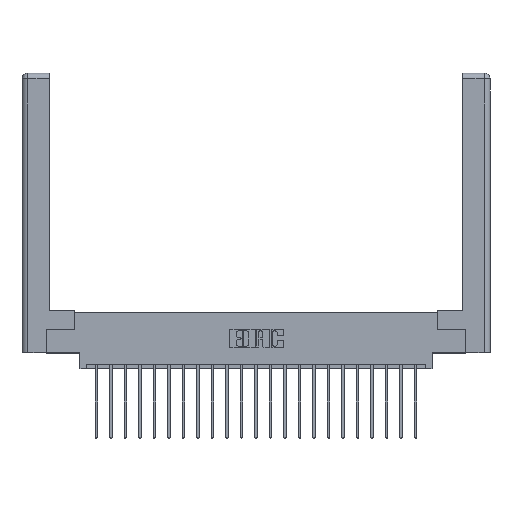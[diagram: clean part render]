
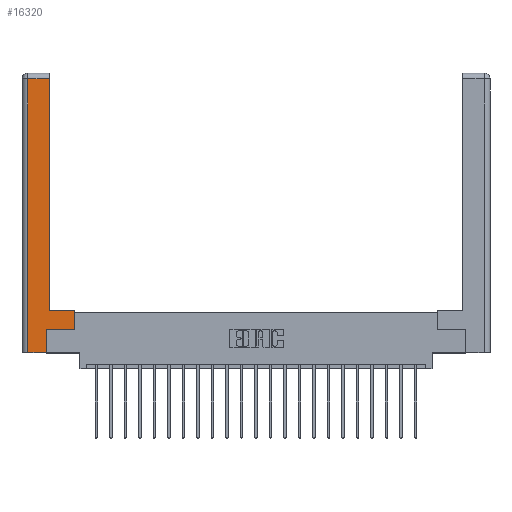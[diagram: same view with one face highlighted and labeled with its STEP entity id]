
A CAD part, top view. The second image highlights one B-rep face of the part: STEP entity #16320.
In plain terms, the highlighted planar face has unit normal (0, 0, 1).
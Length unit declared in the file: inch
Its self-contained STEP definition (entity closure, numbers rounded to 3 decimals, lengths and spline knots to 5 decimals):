
#21 = DIRECTION ( 'NONE',  ( -1., 0., 0. ) ) ;
#270 = CARTESIAN_POINT ( 'NONE',  ( 0.0615, 0., 0. ) ) ;
#857 = ORIENTED_EDGE ( 'NONE', *, *, #16104, .T. ) ;
#984 = VECTOR ( 'NONE', #11142, 39.37008 ) ;
#999 = FACE_OUTER_BOUND ( 'NONE', #11369, .T. ) ;
#1156 = EDGE_CURVE ( 'NONE', #18332, #11861, #9641, .T. ) ;
#2586 = CARTESIAN_POINT ( 'NONE',  ( 0.295, 0.45, 0. ) ) ;
#2596 = CARTESIAN_POINT ( 'NONE',  ( 0.265, 0., 0. ) ) ;
#3241 = DIRECTION ( 'NONE',  ( -1., 0., 0. ) ) ;
#3242 = EDGE_CURVE ( 'NONE', #6319, #17377, #10968, .T. ) ;
#3289 = VERTEX_POINT ( 'NONE', #11763 ) ;
#3383 = CARTESIAN_POINT ( 'NONE',  ( 0.565, 0.245, 0. ) ) ;
#3923 = DIRECTION ( 'NONE',  ( 0., 0., -1. ) ) ;
#4174 = LINE ( 'NONE', #6882, #17822 ) ;
#4579 = LINE ( 'NONE', #8245, #18220 ) ;
#5685 = ORIENTED_EDGE ( 'NONE', *, *, #1156, .T. ) ;
#5703 = ORIENTED_EDGE ( 'NONE', *, *, #6212, .T. ) ;
#6097 = LINE ( 'NONE', #13636, #15020 ) ;
#6212 = EDGE_CURVE ( 'NONE', #17377, #3289, #6097, .T. ) ;
#6319 = VERTEX_POINT ( 'NONE', #14397 ) ;
#6882 = CARTESIAN_POINT ( 'NONE',  ( 0.265, 0.245, 0. ) ) ;
#8245 = CARTESIAN_POINT ( 'NONE',  ( 0.0615, 2.94, 0. ) ) ;
#8262 = VECTOR ( 'NONE', #12209, 39.37008 ) ;
#8457 = ORIENTED_EDGE ( 'NONE', *, *, #10055, .T. ) ;
#8535 = VECTOR ( 'NONE', #23042, 39.37008 ) ;
#8833 = LINE ( 'NONE', #23010, #8262 ) ;
#8894 = DIRECTION ( 'NONE',  ( 0., 1., 0. ) ) ;
#8961 = EDGE_CURVE ( 'NONE', #20712, #19230, #4174, .T. ) ;
#9076 = PLANE ( 'NONE',  #10060 ) ;
#9641 = LINE ( 'NONE', #270, #984 ) ;
#9837 = VECTOR ( 'NONE', #13548, 39.37008 ) ;
#10055 = EDGE_CURVE ( 'NONE', #19230, #13019, #14424, .T. ) ;
#10060 = AXIS2_PLACEMENT_3D ( 'NONE', #14615, #3923, #21 ) ;
#10651 = EDGE_CURVE ( 'NONE', #13019, #6319, #18000, .T. ) ;
#10968 = LINE ( 'NONE', #22504, #9837 ) ;
#11142 = DIRECTION ( 'NONE',  ( 0., -1., 0. ) ) ;
#11369 = EDGE_LOOP ( 'NONE', ( #5703, #20555, #5685, #857, #14357, #8457, #22087, #21156 ) ) ;
#11763 = CARTESIAN_POINT ( 'NONE',  ( 0.295, 2.94, 0. ) ) ;
#11861 = VERTEX_POINT ( 'NONE', #18455 ) ;
#12209 = DIRECTION ( 'NONE',  ( 1., 0., 0. ) ) ;
#13019 = VERTEX_POINT ( 'NONE', #3383 ) ;
#13548 = DIRECTION ( 'NONE',  ( -1., 0., 0. ) ) ;
#13636 = CARTESIAN_POINT ( 'NONE',  ( 0.295, 3., 0. ) ) ;
#13825 = VECTOR ( 'NONE', #8894, 39.37008 ) ;
#14357 = ORIENTED_EDGE ( 'NONE', *, *, #8961, .T. ) ;
#14397 = CARTESIAN_POINT ( 'NONE',  ( 0.565, 0.45, 0. ) ) ;
#14424 = LINE ( 'NONE', #17740, #8535 ) ;
#14615 = CARTESIAN_POINT ( 'NONE',  ( 0., 0., 0. ) ) ;
#15020 = VECTOR ( 'NONE', #20627, 39.37008 ) ;
#15484 = CARTESIAN_POINT ( 'NONE',  ( 0.0615, 2.94, 0. ) ) ;
#16104 = EDGE_CURVE ( 'NONE', #11861, #20712, #8833, .T. ) ;
#16320 = ADVANCED_FACE ( 'NONE', ( #999 ), #9076, .F. ) ;
#17377 = VERTEX_POINT ( 'NONE', #2586 ) ;
#17712 = CARTESIAN_POINT ( 'NONE',  ( 0.265, 0.245, 0. ) ) ;
#17740 = CARTESIAN_POINT ( 'NONE',  ( 0.565, 0.245, 0. ) ) ;
#17822 = VECTOR ( 'NONE', #19210, 39.37008 ) ;
#17920 = CARTESIAN_POINT ( 'NONE',  ( 0.565, 0.45, 0. ) ) ;
#18000 = LINE ( 'NONE', #17920, #13825 ) ;
#18220 = VECTOR ( 'NONE', #3241, 39.37008 ) ;
#18332 = VERTEX_POINT ( 'NONE', #15484 ) ;
#18455 = CARTESIAN_POINT ( 'NONE',  ( 0.0615, 0., 0. ) ) ;
#18474 = EDGE_CURVE ( 'NONE', #3289, #18332, #4579, .T. ) ;
#19210 = DIRECTION ( 'NONE',  ( 0., 1., 0. ) ) ;
#19230 = VERTEX_POINT ( 'NONE', #17712 ) ;
#20555 = ORIENTED_EDGE ( 'NONE', *, *, #18474, .T. ) ;
#20627 = DIRECTION ( 'NONE',  ( 0., 1., 0. ) ) ;
#20712 = VERTEX_POINT ( 'NONE', #2596 ) ;
#21156 = ORIENTED_EDGE ( 'NONE', *, *, #3242, .T. ) ;
#22087 = ORIENTED_EDGE ( 'NONE', *, *, #10651, .T. ) ;
#22504 = CARTESIAN_POINT ( 'NONE',  ( 0.295, 0.45, 0. ) ) ;
#23010 = CARTESIAN_POINT ( 'NONE',  ( 0.265, 0., 0. ) ) ;
#23042 = DIRECTION ( 'NONE',  ( 1., 0., 0. ) ) ;
